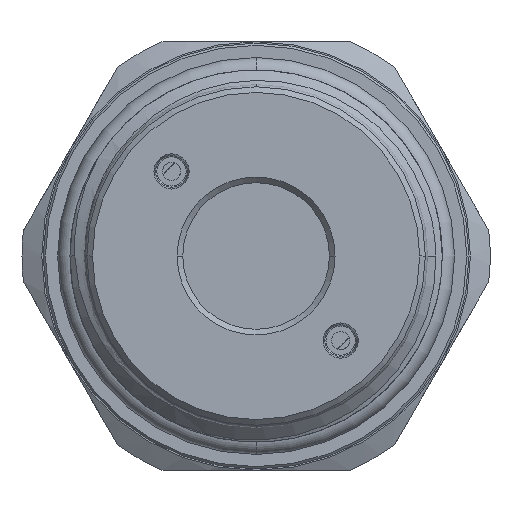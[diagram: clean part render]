
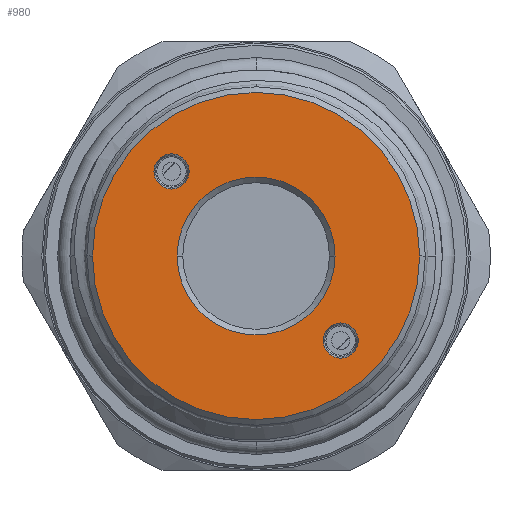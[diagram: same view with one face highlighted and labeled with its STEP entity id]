
A CAD part, left-side view. The second image highlights one B-rep face of the part: STEP entity #980.
In plain terms, the highlighted planar face has unit normal (-1, 0, 0).
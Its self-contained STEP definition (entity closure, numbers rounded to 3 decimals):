
#117 = CARTESIAN_POINT ( 'NONE',  ( 0., -14.5, 0. ) ) ;
#125 = CARTESIAN_POINT ( 'NONE',  ( 0., 14.5, 0. ) ) ;
#202 = CARTESIAN_POINT ( 'NONE',  ( 0., 7.495, 5.935 ) ) ;
#203 = CARTESIAN_POINT ( 'NONE',  ( 0., -7.495, -5.935 ) ) ;
#215 = CARTESIAN_POINT ( 'NONE',  ( 0., 7., 0. ) ) ;
#216 = CARTESIAN_POINT ( 'NONE',  ( 0., -7., 0. ) ) ;
#589 = DIRECTION ( 'NONE',  ( 1., 0., 0. ) ) ;
#592 = CARTESIAN_POINT ( 'NONE',  ( 0., 0., 0. ) ) ;
#594 = PLANE ( 'NONE',  #3635 ) ;
#595 = DIRECTION ( 'NONE',  ( 0., 1., 0. ) ) ;
#637 = VERTEX_POINT ( 'NONE', #117 ) ;
#644 = VERTEX_POINT ( 'NONE', #125 ) ;
#773 = EDGE_LOOP ( 'NONE', ( #2297, #2298 ) ) ;
#849 = VERTEX_POINT ( 'NONE', #202 ) ;
#850 = VERTEX_POINT ( 'NONE', #203 ) ;
#862 = VERTEX_POINT ( 'NONE', #215 ) ;
#863 = VERTEX_POINT ( 'NONE', #216 ) ;
#980 = ADVANCED_FACE ( 'NONE', ( #4682, #4690, #4686, #4684 ), #594, .F. ) ;
#1192 = EDGE_CURVE ( 'NONE', #637, #644, #5025, .T. ) ;
#1211 = EDGE_CURVE ( 'NONE', #863, #862, #5051, .T. ) ;
#1215 = EDGE_CURVE ( 'NONE', #849, #12174, #5052, .T. ) ;
#1548 = EDGE_CURVE ( 'NONE', #850, #12181, #8951, .T. ) ;
#1800 = EDGE_LOOP ( 'NONE', ( #2293, #2294 ) ) ;
#1836 = EDGE_LOOP ( 'NONE', ( #2299, #2300 ) ) ;
#1849 = EDGE_LOOP ( 'NONE', ( #2295, #2296 ) ) ;
#2293 = ORIENTED_EDGE ( 'NONE', *, *, #3391, .F. ) ;
#2294 = ORIENTED_EDGE ( 'NONE', *, *, #1215, .F. ) ;
#2295 = ORIENTED_EDGE ( 'NONE', *, *, #1211, .T. ) ;
#2296 = ORIENTED_EDGE ( 'NONE', *, *, #3392, .T. ) ;
#2297 = ORIENTED_EDGE ( 'NONE', *, *, #3393, .T. ) ;
#2298 = ORIENTED_EDGE ( 'NONE', *, *, #1192, .T. ) ;
#2299 = ORIENTED_EDGE ( 'NONE', *, *, #3394, .F. ) ;
#2300 = ORIENTED_EDGE ( 'NONE', *, *, #1548, .F. ) ;
#3391 = EDGE_CURVE ( 'NONE', #12174, #849, #9298, .T. ) ;
#3392 = EDGE_CURVE ( 'NONE', #862, #863, #9299, .T. ) ;
#3393 = EDGE_CURVE ( 'NONE', #644, #637, #9300, .T. ) ;
#3394 = EDGE_CURVE ( 'NONE', #12181, #850, #9301, .T. ) ;
#3635 = AXIS2_PLACEMENT_3D ( 'NONE', #592, #589, #595 ) ;
#3807 = AXIS2_PLACEMENT_3D ( 'NONE', #7730, #7731, #7732 ) ;
#3817 = AXIS2_PLACEMENT_3D ( 'NONE', #7801, #7802, #7803 ) ;
#3820 = AXIS2_PLACEMENT_3D ( 'NONE', #7831, #7832, #7833 ) ;
#3911 = AXIS2_PLACEMENT_3D ( 'NONE', #9507, #9508, #9509 ) ;
#4682 = FACE_BOUND ( 'NONE', #1800, .T. ) ;
#4684 = FACE_BOUND ( 'NONE', #1836, .T. ) ;
#4686 = FACE_OUTER_BOUND ( 'NONE', #773, .T. ) ;
#4690 = FACE_BOUND ( 'NONE', #1849, .T. ) ;
#5025 = CIRCLE ( 'NONE', #3807, 14.5 ) ;
#5051 = CIRCLE ( 'NONE', #3817, 7. ) ;
#5052 = CIRCLE ( 'NONE', #3820, 1.561 ) ;
#7730 = CARTESIAN_POINT ( 'NONE',  ( 0., 0., 0. ) ) ;
#7731 = DIRECTION ( 'NONE',  ( -1., 0., 0. ) ) ;
#7732 = DIRECTION ( 'NONE',  ( 0., 1., 0. ) ) ;
#7801 = CARTESIAN_POINT ( 'NONE',  ( 0., 0., 0. ) ) ;
#7802 = DIRECTION ( 'NONE',  ( 1., 0., 0. ) ) ;
#7803 = DIRECTION ( 'NONE',  ( 0., 1., 0. ) ) ;
#7831 = CARTESIAN_POINT ( 'NONE',  ( 0., 7.495, 7.495 ) ) ;
#7832 = DIRECTION ( 'NONE',  ( -1., 0., 0. ) ) ;
#7833 = DIRECTION ( 'NONE',  ( 0., 0., 1. ) ) ;
#8951 = CIRCLE ( 'NONE', #3911, 1.561 ) ;
#9298 = CIRCLE ( 'NONE', #11639, 1.561 ) ;
#9299 = CIRCLE ( 'NONE', #11640, 7. ) ;
#9300 = CIRCLE ( 'NONE', #11641, 14.5 ) ;
#9301 = CIRCLE ( 'NONE', #11642, 1.561 ) ;
#9507 = CARTESIAN_POINT ( 'NONE',  ( 0., -7.495, -7.495 ) ) ;
#9508 = DIRECTION ( 'NONE',  ( -1., 0., 0. ) ) ;
#9509 = DIRECTION ( 'NONE',  ( 0., 0., -1. ) ) ;
#11386 = CARTESIAN_POINT ( 'NONE',  ( 0., 7.495, 7.495 ) ) ;
#11387 = DIRECTION ( 'NONE',  ( -1., 0., 0. ) ) ;
#11388 = DIRECTION ( 'NONE',  ( 0., 0., 1. ) ) ;
#11389 = CARTESIAN_POINT ( 'NONE',  ( 0., 0., 0. ) ) ;
#11390 = DIRECTION ( 'NONE',  ( 1., 0., 0. ) ) ;
#11391 = DIRECTION ( 'NONE',  ( 0., 1., 0. ) ) ;
#11393 = CARTESIAN_POINT ( 'NONE',  ( 0., 0., 0. ) ) ;
#11394 = DIRECTION ( 'NONE',  ( -1., 0., 0. ) ) ;
#11395 = DIRECTION ( 'NONE',  ( 0., 1., 0. ) ) ;
#11398 = CARTESIAN_POINT ( 'NONE',  ( 0., -7.495, -7.495 ) ) ;
#11399 = DIRECTION ( 'NONE',  ( -1., 0., 0. ) ) ;
#11400 = DIRECTION ( 'NONE',  ( 0., 0., -1. ) ) ;
#11639 = AXIS2_PLACEMENT_3D ( 'NONE', #11386, #11387, #11388 ) ;
#11640 = AXIS2_PLACEMENT_3D ( 'NONE', #11389, #11390, #11391 ) ;
#11641 = AXIS2_PLACEMENT_3D ( 'NONE', #11393, #11394, #11395 ) ;
#11642 = AXIS2_PLACEMENT_3D ( 'NONE', #11398, #11399, #11400 ) ;
#12068 = CARTESIAN_POINT ( 'NONE',  ( 0., 7.495, 9.056 ) ) ;
#12075 = CARTESIAN_POINT ( 'NONE',  ( 0., -7.495, -9.056 ) ) ;
#12174 = VERTEX_POINT ( 'NONE', #12068 ) ;
#12181 = VERTEX_POINT ( 'NONE', #12075 ) ;
